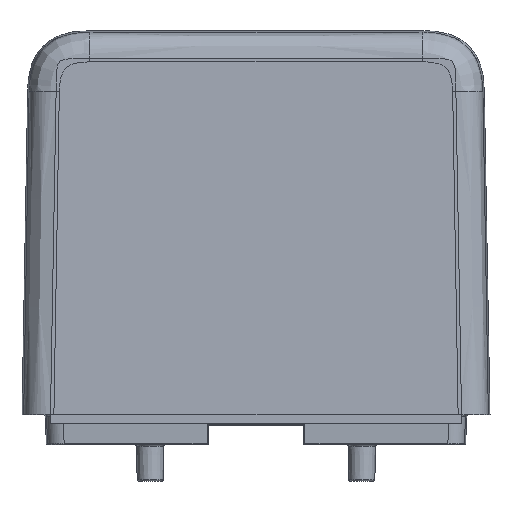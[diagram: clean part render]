
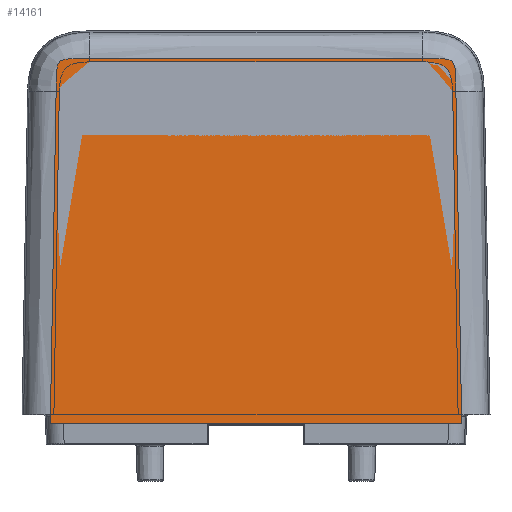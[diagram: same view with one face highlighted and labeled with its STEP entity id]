
A CAD part, top view. The second image highlights one B-rep face of the part: STEP entity #14161.
In plain terms, the highlighted planar face has unit normal (0, 0.018, 1).
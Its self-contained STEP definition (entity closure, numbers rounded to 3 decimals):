
#14088=DIRECTION('',(0.017,1.,-0.017));
#14089=VECTOR('',#14088,23.059);
#14090=CARTESIAN_POINT('',(15.9,7.5,30.1));
#14091=LINE('',#14090,#14089);
#14092=CARTESIAN_POINT('',(16.302,30.552,29.698));
#14093=CARTESIAN_POINT('',(16.303,30.632,29.696));
#14094=CARTESIAN_POINT('',(16.311,30.784,29.694));
#14095=CARTESIAN_POINT('',(16.335,30.982,29.69));
#14096=CARTESIAN_POINT('',(16.376,31.178,29.687));
#14097=CARTESIAN_POINT('',(16.428,31.327,29.684));
#14098=CARTESIAN_POINT('',(16.517,31.469,29.682));
#14099=CARTESIAN_POINT('',(16.652,31.529,29.681));
#14100=CARTESIAN_POINT('',(16.81,31.578,29.68));
#14101=CARTESIAN_POINT('',(16.99,31.61,29.679));
#14102=CARTESIAN_POINT('',(17.182,31.629,29.679));
#14103=CARTESIAN_POINT('',(17.326,31.633,29.679));
#14104=CARTESIAN_POINT('',(17.402,31.633,29.679));
#14106=DIRECTION('',(1.,0.,0.));
#14107=VECTOR('',#14106,24.196);
#14108=CARTESIAN_POINT('',(17.402,31.633,29.679));
#14109=LINE('',#14108,#14107);
#14110=CARTESIAN_POINT('',(41.598,31.633,29.679));
#14111=CARTESIAN_POINT('',(41.674,31.633,29.679));
#14112=CARTESIAN_POINT('',(41.818,31.629,29.679));
#14113=CARTESIAN_POINT('',(42.011,31.61,29.679));
#14114=CARTESIAN_POINT('',(42.192,31.578,29.68));
#14115=CARTESIAN_POINT('',(42.349,31.529,29.681));
#14116=CARTESIAN_POINT('',(42.484,31.467,29.682));
#14117=CARTESIAN_POINT('',(42.571,31.329,29.684));
#14118=CARTESIAN_POINT('',(42.624,31.175,29.687));
#14119=CARTESIAN_POINT('',(42.665,30.982,29.69));
#14120=CARTESIAN_POINT('',(42.689,30.784,29.694));
#14121=CARTESIAN_POINT('',(42.697,30.632,29.696));
#14122=CARTESIAN_POINT('',(42.698,30.552,29.698));
#14124=DIRECTION('',(0.017,-1.,0.017));
#14125=VECTOR('',#14124,23.059);
#14126=CARTESIAN_POINT('',(42.698,30.552,29.698));
#14127=LINE('',#14126,#14125);
#14128=DIRECTION('',(-1.,0.,0.));
#14129=VECTOR('',#14128,27.201);
#14130=CARTESIAN_POINT('',(43.1,7.5,30.1));
#14131=LINE('',#14130,#14129);
#14132=CARTESIAN_POINT('',(16.302,30.552,29.698));
#14133=CARTESIAN_POINT('',(15.9,7.5,30.1));
#14134=VERTEX_POINT('',#14132);
#14135=VERTEX_POINT('',#14133);
#14136=VERTEX_POINT('',#14104);
#14137=CARTESIAN_POINT('',(41.598,31.633,29.679));
#14138=VERTEX_POINT('',#14137);
#14139=VERTEX_POINT('',#14122);
#14140=CARTESIAN_POINT('',(43.1,7.5,30.1));
#14141=VERTEX_POINT('',#14140);
#14142=CARTESIAN_POINT('',(11.036,7.5,30.1));
#14143=DIRECTION('',(0.,0.017,1.));
#14144=DIRECTION('',(1.,0.,0.));
#14145=AXIS2_PLACEMENT_3D('',#14142,#14143,#14144);
#14146=PLANE('',#14145);
#14148=ORIENTED_EDGE('',*,*,#14147,.T.);
#14150=ORIENTED_EDGE('',*,*,#14149,.T.);
#14152=ORIENTED_EDGE('',*,*,#14151,.T.);
#14154=ORIENTED_EDGE('',*,*,#14153,.T.);
#14156=ORIENTED_EDGE('',*,*,#14155,.T.);
#14158=ORIENTED_EDGE('',*,*,#14157,.T.);
#14159=EDGE_LOOP('',(#14148,#14150,#14152,#14154,#14156,#14158));
#14160=FACE_OUTER_BOUND('',#14159,.F.);
#14161=ADVANCED_FACE('',(#14160),#14146,.T.);
#14105=B_SPLINE_CURVE_WITH_KNOTS('',3,(#14092,#14093,#14094,#14095,#14096,
#14097,#14098,#14099,#14100,#14101,#14102,#14103,#14104),.UNSPECIFIED.,.F.,.F.,(
4,1,1,1,1,1,1,1,1,1,4),(0.,0.1,0.2,0.3,0.4,0.5,0.6,0.7,0.8,
0.9,1.),.UNSPECIFIED.);
#14123=B_SPLINE_CURVE_WITH_KNOTS('',3,(#14110,#14111,#14112,#14113,#14114,
#14115,#14116,#14117,#14118,#14119,#14120,#14121,#14122),.UNSPECIFIED.,.F.,.F.,(
4,1,1,1,1,1,1,1,1,1,4),(0.,0.1,0.2,0.3,0.4,0.5,0.6,0.7,0.8,
0.9,1.),.UNSPECIFIED.);
#14147=EDGE_CURVE('',#14135,#14134,#14091,.T.);
#14149=EDGE_CURVE('',#14134,#14136,#14105,.T.);
#14151=EDGE_CURVE('',#14136,#14138,#14109,.T.);
#14153=EDGE_CURVE('',#14138,#14139,#14123,.T.);
#14155=EDGE_CURVE('',#14139,#14141,#14127,.T.);
#14157=EDGE_CURVE('',#14141,#14135,#14131,.T.);
